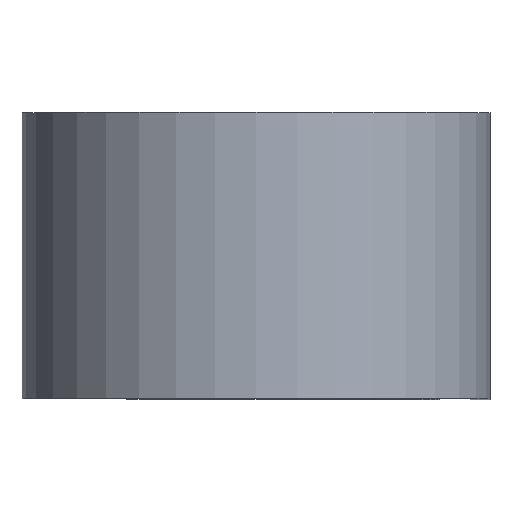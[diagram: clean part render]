
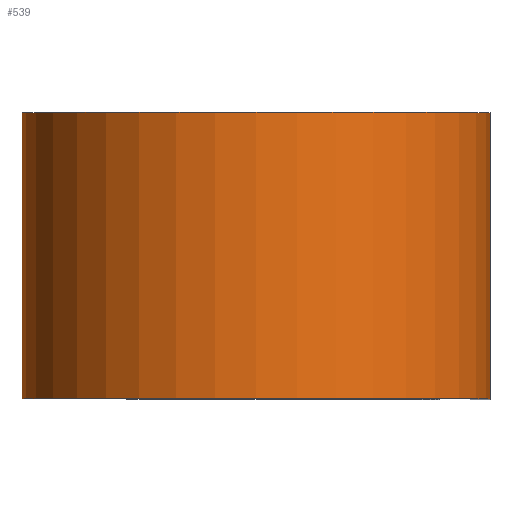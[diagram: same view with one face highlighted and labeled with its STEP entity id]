
A CAD part, top view. The second image highlights one B-rep face of the part: STEP entity #539.
In plain terms, the highlighted cylindrical face has radius 18.186 mm (diameter 36.373 mm), a partial arc.
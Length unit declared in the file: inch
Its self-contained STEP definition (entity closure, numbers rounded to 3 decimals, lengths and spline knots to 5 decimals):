
#19 = DIRECTION ( 'NONE',  ( 0., -1., 0. ) ) ;
#37 = AXIS2_PLACEMENT_3D ( 'NONE', #185, #187, #191 ) ;
#41 = EDGE_CURVE ( 'NONE', #477, #118, #277, .T. ) ;
#85 = ORIENTED_EDGE ( 'NONE', *, *, #541, .T. ) ;
#118 = VERTEX_POINT ( 'NONE', #511 ) ;
#137 = CARTESIAN_POINT ( 'NONE',  ( 0., -0.4375, -0.716 ) ) ;
#179 = VERTEX_POINT ( 'NONE', #137 ) ;
#185 = CARTESIAN_POINT ( 'NONE',  ( 0., 0.4375, 0. ) ) ;
#187 = DIRECTION ( 'NONE',  ( 0., 1., 0. ) ) ;
#191 = DIRECTION ( 'NONE',  ( 1., 0., 0. ) ) ;
#192 = VECTOR ( 'NONE', #19, 39.37008 ) ;
#252 = DIRECTION ( 'NONE',  ( 0., -1., 0. ) ) ;
#274 = CARTESIAN_POINT ( 'NONE',  ( 0., 0.4375, -0.716 ) ) ;
#277 = LINE ( 'NONE', #313, #192 ) ;
#291 = DIRECTION ( 'NONE',  ( 0., 1., 0. ) ) ;
#298 = ORIENTED_EDGE ( 'NONE', *, *, #41, .F. ) ;
#313 = CARTESIAN_POINT ( 'NONE',  ( 0.716, 0.4375, 0. ) ) ;
#316 = CARTESIAN_POINT ( 'NONE',  ( 0., -0.4375, 0. ) ) ;
#353 = EDGE_LOOP ( 'NONE', ( #85, #298, #421, #448 ) ) ;
#360 = CARTESIAN_POINT ( 'NONE',  ( 0., 0.4375, 0. ) ) ;
#377 = DIRECTION ( 'NONE',  ( 0., -1., 0. ) ) ;
#407 = DIRECTION ( 'NONE',  ( 1., 0., 0. ) ) ;
#415 = DIRECTION ( 'NONE',  ( 0., 0., -1. ) ) ;
#421 = ORIENTED_EDGE ( 'NONE', *, *, #563, .F. ) ;
#448 = ORIENTED_EDGE ( 'NONE', *, *, #626, .T. ) ;
#451 = CARTESIAN_POINT ( 'NONE',  ( 0.716, 0.4375, 0. ) ) ;
#466 = CARTESIAN_POINT ( 'NONE',  ( 0., 0.4375, -0.716 ) ) ;
#477 = VERTEX_POINT ( 'NONE', #451 ) ;
#483 = VERTEX_POINT ( 'NONE', #466 ) ;
#511 = CARTESIAN_POINT ( 'NONE',  ( 0.716, -0.4375, 0. ) ) ;
#539 = ADVANCED_FACE ( 'NONE', ( #578 ), #630, .T. ) ;
#541 = EDGE_CURVE ( 'NONE', #179, #118, #634, .T. ) ;
#548 = AXIS2_PLACEMENT_3D ( 'NONE', #316, #291, #407 ) ;
#563 = EDGE_CURVE ( 'NONE', #483, #477, #607, .T. ) ;
#578 = FACE_OUTER_BOUND ( 'NONE', #353, .T. ) ;
#584 = AXIS2_PLACEMENT_3D ( 'NONE', #360, #377, #415 ) ;
#585 = VECTOR ( 'NONE', #252, 39.37008 ) ;
#607 = CIRCLE ( 'NONE', #37, 0.716 ) ;
#619 = LINE ( 'NONE', #274, #585 ) ;
#626 = EDGE_CURVE ( 'NONE', #483, #179, #619, .T. ) ;
#630 = CYLINDRICAL_SURFACE ( 'NONE', #584, 0.716 ) ;
#634 = CIRCLE ( 'NONE', #548, 0.716 ) ;
